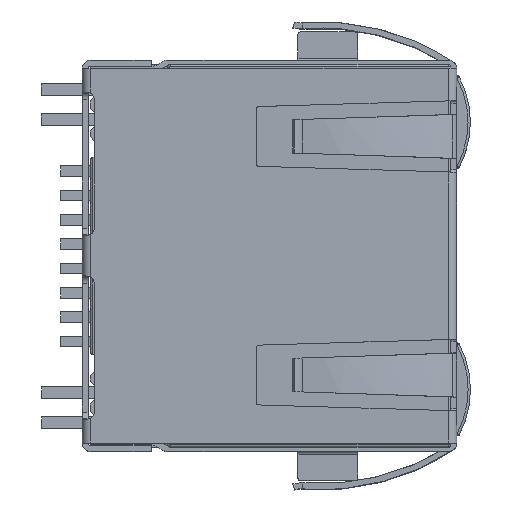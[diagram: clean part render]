
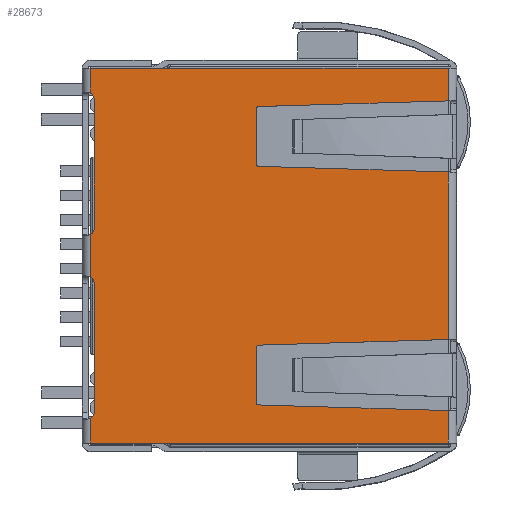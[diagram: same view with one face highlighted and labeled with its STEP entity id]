
A CAD part, top view. The second image highlights one B-rep face of the part: STEP entity #28673.
In plain terms, the highlighted face is planar.
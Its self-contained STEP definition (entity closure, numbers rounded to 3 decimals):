
#463=PLANE('',#30034);
#1439=LINE('',#39150,#3795);
#1442=LINE('',#39156,#3798);
#1443=LINE('',#39160,#3799);
#1446=LINE('',#39164,#3802);
#1447=LINE('',#39168,#3803);
#1449=LINE('',#39173,#3805);
#1627=LINE('',#39641,#3983);
#1633=LINE('',#39697,#3989);
#1651=LINE('',#39783,#4007);
#1709=LINE('',#39986,#4065);
#1712=LINE('',#39994,#4068);
#1716=LINE('',#40005,#4072);
#1717=LINE('',#40013,#4073);
#1739=LINE('',#40066,#4095);
#1740=LINE('',#40068,#4096);
#1743=LINE('',#40072,#4099);
#3795=VECTOR('',#32210,1000.);
#3798=VECTOR('',#32217,1000.);
#3799=VECTOR('',#32222,1000.);
#3802=VECTOR('',#32227,1000.);
#3803=VECTOR('',#32232,1000.);
#3805=VECTOR('',#32238,1000.);
#3983=VECTOR('',#32666,1000.);
#3989=VECTOR('',#32682,1000.);
#4007=VECTOR('',#32738,1000.);
#4065=VECTOR('',#32892,1000.);
#4068=VECTOR('',#32901,1000.);
#4072=VECTOR('',#32913,1000.);
#4073=VECTOR('',#32928,1000.);
#4095=VECTOR('',#32990,1000.);
#4096=VECTOR('',#32993,1000.);
#4099=VECTOR('',#32998,1000.);
#7519=ORIENTED_EDGE('',*,*,#13135,.T.);
#7520=ORIENTED_EDGE('',*,*,#13129,.F.);
#7521=ORIENTED_EDGE('',*,*,#13050,.T.);
#7522=ORIENTED_EDGE('',*,*,#13146,.F.);
#7523=ORIENTED_EDGE('',*,*,#13139,.F.);
#7524=ORIENTED_EDGE('',*,*,#13136,.F.);
#7525=ORIENTED_EDGE('',*,*,#13007,.T.);
#7526=ORIENTED_EDGE('',*,*,#13145,.F.);
#7527=ORIENTED_EDGE('',*,*,#13183,.F.);
#7528=ORIENTED_EDGE('',*,*,#12761,.T.);
#7529=ORIENTED_EDGE('',*,*,#12737,.F.);
#7530=ORIENTED_EDGE('',*,*,#12763,.T.);
#7531=ORIENTED_EDGE('',*,*,#12733,.F.);
#7532=ORIENTED_EDGE('',*,*,#12757,.T.);
#7533=ORIENTED_EDGE('',*,*,#13180,.F.);
#7534=ORIENTED_EDGE('',*,*,#12766,.F.);
#7535=ORIENTED_EDGE('',*,*,#12697,.F.);
#7536=ORIENTED_EDGE('',*,*,#12771,.F.);
#7537=ORIENTED_EDGE('',*,*,#12701,.F.);
#7538=ORIENTED_EDGE('',*,*,#12768,.F.);
#7539=ORIENTED_EDGE('',*,*,#13179,.F.);
#7540=ORIENTED_EDGE('',*,*,#13150,.T.);
#7541=ORIENTED_EDGE('',*,*,#13020,.T.);
#7542=ORIENTED_EDGE('',*,*,#13148,.F.);
#12697=EDGE_CURVE('',#15703,#15704,#17377,.T.);
#12701=EDGE_CURVE('',#15707,#15708,#17379,.T.);
#12733=EDGE_CURVE('',#15739,#15740,#17381,.T.);
#12737=EDGE_CURVE('',#15743,#15744,#17383,.T.);
#12757=EDGE_CURVE('',#15739,#15753,#1439,.T.);
#12761=EDGE_CURVE('',#15754,#15744,#1442,.T.);
#12763=EDGE_CURVE('',#15743,#15740,#1443,.T.);
#12766=EDGE_CURVE('',#15704,#15755,#1446,.T.);
#12768=EDGE_CURVE('',#15756,#15707,#1447,.T.);
#12771=EDGE_CURVE('',#15708,#15703,#1449,.T.);
#13007=EDGE_CURVE('',#15918,#15919,#1627,.T.);
#13020=EDGE_CURVE('',#15924,#15926,#1633,.T.);
#13050=EDGE_CURVE('',#15940,#15939,#1651,.T.);
#13129=EDGE_CURVE('',#15940,#15988,#17468,.T.);
#13135=EDGE_CURVE('',#15990,#15988,#1709,.T.);
#13136=EDGE_CURVE('',#15918,#15993,#17470,.T.);
#13139=EDGE_CURVE('',#15993,#15995,#1712,.T.);
#13145=EDGE_CURVE('',#15997,#15919,#1716,.T.);
#13146=EDGE_CURVE('',#15995,#15939,#17473,.T.);
#13148=EDGE_CURVE('',#15990,#15926,#17475,.T.);
#13150=EDGE_CURVE('',#15998,#15924,#1717,.T.);
#13179=EDGE_CURVE('',#15998,#15756,#1739,.T.);
#13180=EDGE_CURVE('',#15755,#15753,#1740,.T.);
#13183=EDGE_CURVE('',#15754,#15997,#1743,.T.);
#15703=VERTEX_POINT('',#38985);
#15704=VERTEX_POINT('',#38987);
#15707=VERTEX_POINT('',#38994);
#15708=VERTEX_POINT('',#38996);
#15739=VERTEX_POINT('',#39105);
#15740=VERTEX_POINT('',#39107);
#15743=VERTEX_POINT('',#39114);
#15744=VERTEX_POINT('',#39116);
#15753=VERTEX_POINT('',#39151);
#15754=VERTEX_POINT('',#39157);
#15755=VERTEX_POINT('',#39165);
#15756=VERTEX_POINT('',#39169);
#15918=VERTEX_POINT('',#39642);
#15919=VERTEX_POINT('',#39643);
#15924=VERTEX_POINT('',#39689);
#15926=VERTEX_POINT('',#39696);
#15939=VERTEX_POINT('',#39782);
#15940=VERTEX_POINT('',#39784);
#15988=VERTEX_POINT('',#39975);
#15990=VERTEX_POINT('',#39981);
#15993=VERTEX_POINT('',#39989);
#15995=VERTEX_POINT('',#39995);
#15997=VERTEX_POINT('',#40004);
#15998=VERTEX_POINT('',#40014);
#17377=CIRCLE('',#29756,0.1);
#17379=CIRCLE('',#29759,0.1);
#17381=CIRCLE('',#29772,0.1);
#17383=CIRCLE('',#29775,0.1);
#17468=CIRCLE('',#29993,0.3);
#17470=CIRCLE('',#29997,0.3);
#17473=CIRCLE('',#30004,0.3);
#17475=CIRCLE('',#30007,0.3);
#18190=EDGE_LOOP('',(#7519,#7520,#7521,#7522,#7523,#7524,#7525,#7526,#7527,
#7528,#7529,#7530,#7531,#7532,#7533,#7534,#7535,#7536,#7537,#7538,#7539,
#7540,#7541,#7542));
#19334=FACE_BOUND('',#18190,.T.);
#28673=ADVANCED_FACE('',(#19334),#463,.T.);
#29756=AXIS2_PLACEMENT_3D('',#38986,#32113,#32114);
#29759=AXIS2_PLACEMENT_3D('',#38995,#32121,#32122);
#29772=AXIS2_PLACEMENT_3D('',#39106,#32161,#32162);
#29775=AXIS2_PLACEMENT_3D('',#39115,#32169,#32170);
#29993=AXIS2_PLACEMENT_3D('',#39974,#32882,#32883);
#29997=AXIS2_PLACEMENT_3D('',#39988,#32895,#32896);
#30004=AXIS2_PLACEMENT_3D('',#40007,#32916,#32917);
#30007=AXIS2_PLACEMENT_3D('',#40010,#32922,#32923);
#30034=AXIS2_PLACEMENT_3D('',#40085,#33008,#33009);
#32113=DIRECTION('',(0.,0.,-1.));
#32114=DIRECTION('',(0.,1.,0.));
#32121=DIRECTION('',(0.,0.,-1.));
#32122=DIRECTION('',(0.,1.,0.));
#32161=DIRECTION('',(0.,0.,-1.));
#32162=DIRECTION('',(0.,1.,0.));
#32169=DIRECTION('',(0.,0.,-1.));
#32170=DIRECTION('',(0.,1.,0.));
#32210=DIRECTION('',(-0.03,-1.,0.));
#32217=DIRECTION('',(-0.03,1.,0.));
#32222=DIRECTION('',(-1.,0.,0.));
#32227=DIRECTION('',(0.03,-1.,0.));
#32232=DIRECTION('',(0.03,1.,0.));
#32238=DIRECTION('',(1.,0.,0.));
#32666=DIRECTION('',(1.,0.,0.));
#32682=DIRECTION('',(1.,0.,0.));
#32738=DIRECTION('',(1.,0.,0.));
#32882=DIRECTION('',(0.,0.,-1.));
#32883=DIRECTION('',(0.,1.,0.));
#32892=DIRECTION('',(1.,0.,0.));
#32895=DIRECTION('',(0.,0.,-1.));
#32896=DIRECTION('',(0.,1.,0.));
#32901=DIRECTION('',(-1.,0.,0.));
#32913=DIRECTION('',(0.,1.,0.));
#32916=DIRECTION('',(0.,0.,-1.));
#32917=DIRECTION('',(0.,1.,0.));
#32922=DIRECTION('',(0.,0.,-1.));
#32923=DIRECTION('',(0.,1.,0.));
#32928=DIRECTION('',(0.,1.,0.));
#32990=DIRECTION('',(1.,0.,0.));
#32993=DIRECTION('',(1.,0.,0.));
#32998=DIRECTION('',(1.,0.,0.));
#33008=DIRECTION('',(0.,0.,-1.));
#33009=DIRECTION('',(0.,1.,0.));
#38985=CARTESIAN_POINT('',(-3.847,0.55,-6.55));
#38986=CARTESIAN_POINT('',(-3.847,0.45,-6.55));
#38987=CARTESIAN_POINT('',(-3.747,0.453,-6.55));
#38994=CARTESIAN_POINT('',(-6.253,0.453,-6.55));
#38995=CARTESIAN_POINT('',(-6.153,0.45,-6.55));
#38996=CARTESIAN_POINT('',(-6.153,0.55,-6.55));
#39105=CARTESIAN_POINT('',(3.747,0.453,-6.55));
#39106=CARTESIAN_POINT('',(3.847,0.45,-6.55));
#39107=CARTESIAN_POINT('',(3.847,0.55,-6.55));
#39114=CARTESIAN_POINT('',(6.153,0.55,-6.55));
#39115=CARTESIAN_POINT('',(6.153,0.45,-6.55));
#39116=CARTESIAN_POINT('',(6.253,0.453,-6.55));
#39150=CARTESIAN_POINT('',(3.75,0.55,-6.55));
#39151=CARTESIAN_POINT('',(3.51,-7.5,-6.55));
#39156=CARTESIAN_POINT('',(6.5,-7.85,-6.55));
#39157=CARTESIAN_POINT('',(6.49,-7.5,-6.55));
#39160=CARTESIAN_POINT('',(6.25,0.55,-6.55));
#39164=CARTESIAN_POINT('',(-3.75,0.55,-6.55));
#39165=CARTESIAN_POINT('',(-3.51,-7.5,-6.55));
#39168=CARTESIAN_POINT('',(-6.5,-7.85,-6.55));
#39169=CARTESIAN_POINT('',(-6.49,-7.5,-6.55));
#39173=CARTESIAN_POINT('',(-6.25,0.55,-6.55));
#39641=CARTESIAN_POINT('',(-7.85,7.5,-6.55));
#39642=CARTESIAN_POINT('',(6.814,7.5,-6.55));
#39643=CARTESIAN_POINT('',(7.85,7.5,-6.55));
#39689=CARTESIAN_POINT('',(-7.85,7.5,-6.55));
#39696=CARTESIAN_POINT('',(-6.814,7.5,-6.55));
#39697=CARTESIAN_POINT('',(-7.85,7.5,-6.55));
#39782=CARTESIAN_POINT('',(0.886,7.5,-6.55));
#39783=CARTESIAN_POINT('',(-7.85,7.5,-6.55));
#39784=CARTESIAN_POINT('',(-0.886,7.5,-6.55));
#39974=CARTESIAN_POINT('',(-1.15,7.643,-6.55));
#39975=CARTESIAN_POINT('',(-1.15,7.343,-6.55));
#39981=CARTESIAN_POINT('',(-6.55,7.343,-6.55));
#39986=CARTESIAN_POINT('',(-7.85,7.343,-6.55));
#39988=CARTESIAN_POINT('',(6.55,7.643,-6.55));
#39989=CARTESIAN_POINT('',(6.55,7.343,-6.55));
#39994=CARTESIAN_POINT('',(-7.85,7.343,-6.55));
#39995=CARTESIAN_POINT('',(1.15,7.343,-6.55));
#40004=CARTESIAN_POINT('',(7.85,-7.5,-6.55));
#40005=CARTESIAN_POINT('',(7.85,-7.85,-6.55));
#40007=CARTESIAN_POINT('',(1.15,7.643,-6.55));
#40010=CARTESIAN_POINT('',(-6.55,7.643,-6.55));
#40013=CARTESIAN_POINT('',(-7.85,-7.85,-6.55));
#40014=CARTESIAN_POINT('',(-7.85,-7.5,-6.55));
#40066=CARTESIAN_POINT('',(-7.85,-7.5,-6.55));
#40068=CARTESIAN_POINT('',(-7.85,-7.5,-6.55));
#40072=CARTESIAN_POINT('',(-7.85,-7.5,-6.55));
#40085=CARTESIAN_POINT('',(-7.85,-7.85,-6.55));
